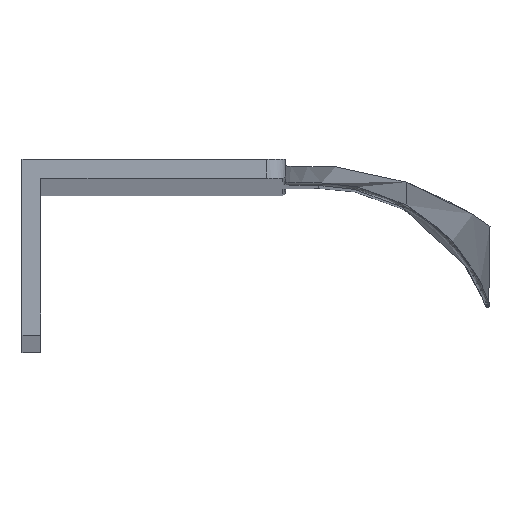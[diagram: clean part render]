
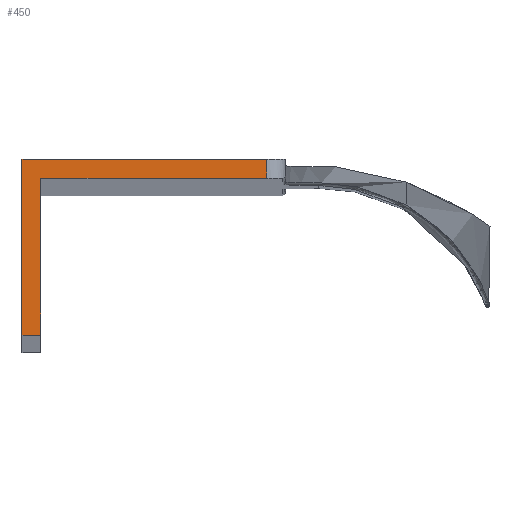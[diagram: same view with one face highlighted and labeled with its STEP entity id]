
A CAD part, top view. The second image highlights one B-rep face of the part: STEP entity #450.
In plain terms, the highlighted planar face has unit normal (0, 0, 1).
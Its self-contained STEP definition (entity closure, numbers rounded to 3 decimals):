
#32=PLANE('',#505);
#44=FACE_OUTER_BOUND('',#70,.T.);
#70=EDGE_LOOP('',(#343,#344,#345,#346,#347,#348));
#111=LINE('',#683,#144);
#122=LINE('',#717,#155);
#124=LINE('',#720,#157);
#127=LINE('',#735,#160);
#128=LINE('',#737,#161);
#129=LINE('',#738,#162);
#144=VECTOR('',#549,10.);
#155=VECTOR('',#576,10.);
#157=VECTOR('',#580,10.);
#160=VECTOR('',#589,10.);
#161=VECTOR('',#590,10.);
#162=VECTOR('',#591,10.);
#201=VERTEX_POINT('',#680);
#202=VERTEX_POINT('',#682);
#216=VERTEX_POINT('',#714);
#217=VERTEX_POINT('',#716);
#220=VERTEX_POINT('',#734);
#221=VERTEX_POINT('',#736);
#244=EDGE_CURVE('',#202,#201,#111,.T.);
#261=EDGE_CURVE('',#217,#216,#122,.T.);
#263=EDGE_CURVE('',#202,#216,#124,.T.);
#268=EDGE_CURVE('',#201,#220,#127,.T.);
#269=EDGE_CURVE('',#220,#221,#128,.T.);
#270=EDGE_CURVE('',#221,#217,#129,.T.);
#343=ORIENTED_EDGE('',*,*,#263,.F.);
#344=ORIENTED_EDGE('',*,*,#244,.T.);
#345=ORIENTED_EDGE('',*,*,#268,.T.);
#346=ORIENTED_EDGE('',*,*,#269,.T.);
#347=ORIENTED_EDGE('',*,*,#270,.T.);
#348=ORIENTED_EDGE('',*,*,#261,.T.);
#450=ADVANCED_FACE('',(#44),#32,.T.);
#505=AXIS2_PLACEMENT_3D('',#733,#587,#588);
#549=DIRECTION('',(-1.,0.,0.));
#576=DIRECTION('',(1.,0.,0.));
#580=DIRECTION('',(0.,-1.,0.));
#587=DIRECTION('center_axis',(0.,0.,1.));
#588=DIRECTION('ref_axis',(1.,0.,0.));
#589=DIRECTION('',(0.,-1.,0.));
#590=DIRECTION('',(1.,0.,0.));
#591=DIRECTION('',(0.,1.,0.));
#680=CARTESIAN_POINT('',(0.,14.,796.));
#682=CARTESIAN_POINT('',(19.5,14.,796.));
#683=CARTESIAN_POINT('',(0.,14.,796.));
#714=CARTESIAN_POINT('',(19.5,12.5,796.));
#716=CARTESIAN_POINT('',(1.5,12.5,796.));
#717=CARTESIAN_POINT('',(23.658,12.5,796.));
#720=CARTESIAN_POINT('',(19.5,12.003,796.));
#733=CARTESIAN_POINT('Origin',(16.005,10.007,796.));
#734=CARTESIAN_POINT('',(0.,0.,796.));
#735=CARTESIAN_POINT('',(0.,0.,796.));
#736=CARTESIAN_POINT('',(1.5,0.,796.));
#737=CARTESIAN_POINT('',(1.5,0.,796.));
#738=CARTESIAN_POINT('',(1.5,12.5,796.));
